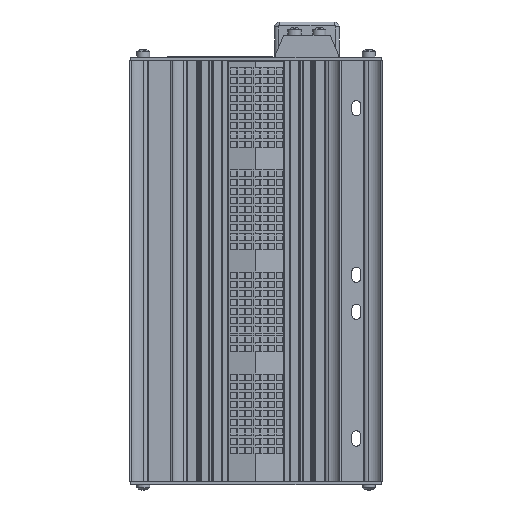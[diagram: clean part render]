
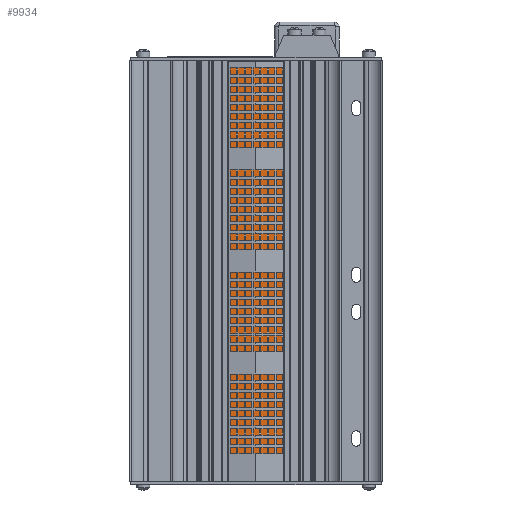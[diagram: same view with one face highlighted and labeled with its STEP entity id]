
A CAD part, left-side view. The second image highlights one B-rep face of the part: STEP entity #9934.
In plain terms, the highlighted face is planar.
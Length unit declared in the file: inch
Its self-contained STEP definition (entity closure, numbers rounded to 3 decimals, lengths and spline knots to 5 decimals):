
#7078=CARTESIAN_POINT('',(-0.6253,0.20002,-8.532));
#7079=VERTEX_POINT('',#7078);
#7094=CARTESIAN_POINT('',(-0.6253,0.20002,0.0));
#7095=VERTEX_POINT('',#7094);
#7102=CARTESIAN_POINT('',(-0.6253,0.20002,0.0));
#7103=DIRECTION('',(0.0,0.0,-1.0));
#7104=VECTOR('',#7103,8.532);
#7105=LINE('',#7102,#7104);
#7106=EDGE_CURVE('',#7095,#7079,#7105,.T.);
#7278=CARTESIAN_POINT('',(0.6253,0.20002,-8.532));
#7279=VERTEX_POINT('',#7278);
#7286=CARTESIAN_POINT('',(0.6253,0.20002,0.0));
#7287=VERTEX_POINT('',#7286);
#7288=CARTESIAN_POINT('',(0.6253,0.20002,0.0));
#7289=DIRECTION('',(0.0,0.0,-1.0));
#7290=VECTOR('',#7289,8.532);
#7291=LINE('',#7288,#7290);
#7292=EDGE_CURVE('',#7287,#7279,#7291,.T.);
#9913=CARTESIAN_POINT('',(0.6253,0.20002,0.0));
#9914=DIRECTION('',(0.,1.0,0.0));
#9915=DIRECTION('',(0.0,0.0,1.0));
#9916=AXIS2_PLACEMENT_3D('',#9913,#9914,#9915);
#9917=PLANE('',#9916);
#9918=CARTESIAN_POINT('',(-0.6253,0.20002,-8.532));
#9919=DIRECTION('',(1.0,0.,0.0));
#9920=VECTOR('',#9919,1.25059);
#9921=LINE('',#9918,#9920);
#9922=EDGE_CURVE('',#7079,#7279,#9921,.T.);
#9923=ORIENTED_EDGE('',*,*,#9922,.F.);
#9924=ORIENTED_EDGE('',*,*,#7106,.F.);
#9925=CARTESIAN_POINT('',(0.6253,0.20002,0.0));
#9926=DIRECTION('',(-1.0,0.,0.0));
#9927=VECTOR('',#9926,1.25059);
#9928=LINE('',#9925,#9927);
#9929=EDGE_CURVE('',#7287,#7095,#9928,.T.);
#9930=ORIENTED_EDGE('',*,*,#9929,.F.);
#9931=ORIENTED_EDGE('',*,*,#7292,.T.);
#9932=EDGE_LOOP('',(#9923,#9924,#9930,#9931));
#9933=FACE_OUTER_BOUND('',#9932,.T.);
#9934=ADVANCED_FACE('',(#9933),#9917,.T.);
